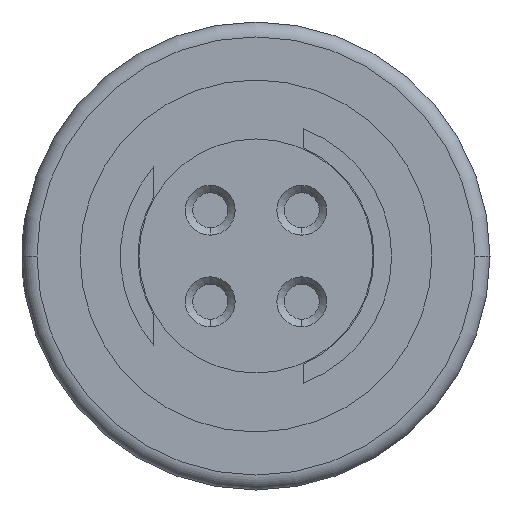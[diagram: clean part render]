
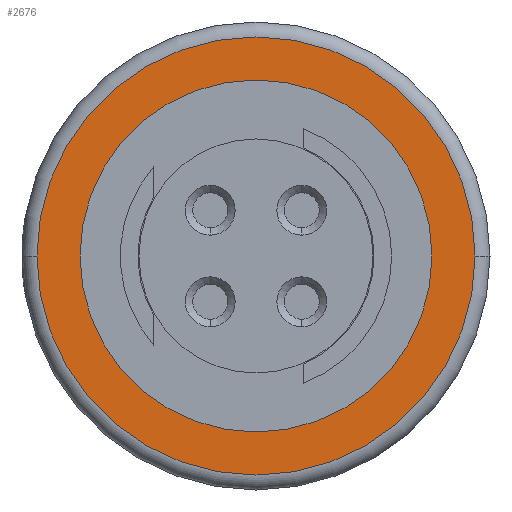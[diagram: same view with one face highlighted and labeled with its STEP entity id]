
A CAD part, left-side view. The second image highlights one B-rep face of the part: STEP entity #2676.
In plain terms, the highlighted planar face has unit normal (-1, 0, 0).
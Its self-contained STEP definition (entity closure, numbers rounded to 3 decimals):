
#157=CARTESIAN_POINT('',(-10.3,0.,0.));
#158=DIRECTION('',(-1.,0.,0.));
#159=DIRECTION('',(0.,1.,0.));
#160=AXIS2_PLACEMENT_3D('',#157,#158,#159);
#165=CARTESIAN_POINT('',(-10.3,0.,0.));
#166=DIRECTION('',(1.,0.,0.));
#167=DIRECTION('',(0.,1.,0.));
#168=AXIS2_PLACEMENT_3D('',#165,#166,#167);
#173=CARTESIAN_POINT('',(-10.3,0.,0.));
#174=DIRECTION('',(-1.,0.,0.));
#175=DIRECTION('',(0.,-1.,0.));
#176=AXIS2_PLACEMENT_3D('',#173,#174,#175);
#181=CARTESIAN_POINT('',(-10.3,0.,0.));
#182=DIRECTION('',(-1.,0.,0.));
#183=DIRECTION('',(0.,1.,0.));
#184=AXIS2_PLACEMENT_3D('',#181,#182,#183);
#2465=CARTESIAN_POINT('',(-10.3,3.535,0.));
#2467=VERTEX_POINT('',#2465);
#2473=CARTESIAN_POINT('',(-10.3,-3.535,0.));
#2475=VERTEX_POINT('',#2473);
#2501=CARTESIAN_POINT('',(-10.3,-4.4,0.));
#2502=CARTESIAN_POINT('',(-10.3,4.4,0.));
#2503=VERTEX_POINT('',#2501);
#2504=VERTEX_POINT('',#2502);
#2661=CARTESIAN_POINT('',(-10.3,0.,0.));
#2662=DIRECTION('',(1.,0.,0.));
#2663=DIRECTION('',(0.,-1.,0.));
#2664=AXIS2_PLACEMENT_3D('',#2661,#2662,#2663);
#2665=PLANE('',#2664);
#2667=ORIENTED_EDGE('',*,*,#2666,.F.);
#2669=ORIENTED_EDGE('',*,*,#2668,.F.);
#2670=EDGE_LOOP('',(#2667,#2669));
#2671=FACE_OUTER_BOUND('',#2670,.F.);
#2672=ORIENTED_EDGE('',*,*,#2654,.F.);
#2673=ORIENTED_EDGE('',*,*,#2643,.T.);
#2674=EDGE_LOOP('',(#2672,#2673));
#2675=FACE_BOUND('',#2674,.F.);
#161=CIRCLE('',#160,3.535);
#169=CIRCLE('',#168,3.535);
#177=CIRCLE('',#176,4.4);
#185=CIRCLE('',#184,4.4);
#2643=EDGE_CURVE('',#2467,#2475,#161,.T.);
#2654=EDGE_CURVE('',#2467,#2475,#169,.T.);
#2666=EDGE_CURVE('',#2503,#2504,#177,.T.);
#2668=EDGE_CURVE('',#2504,#2503,#185,.T.);
#2676=ADVANCED_FACE('',(#2671,#2675),#2665,.F.);
